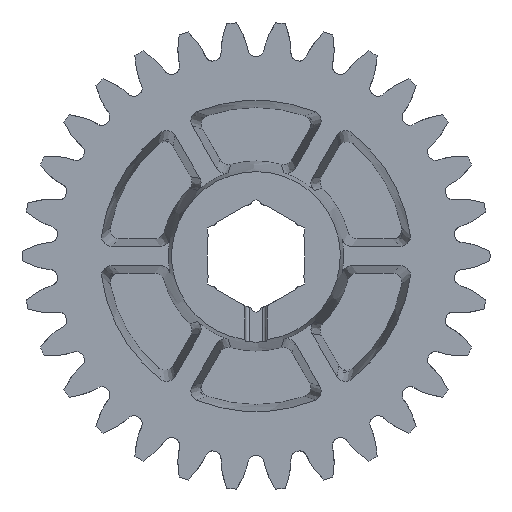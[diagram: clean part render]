
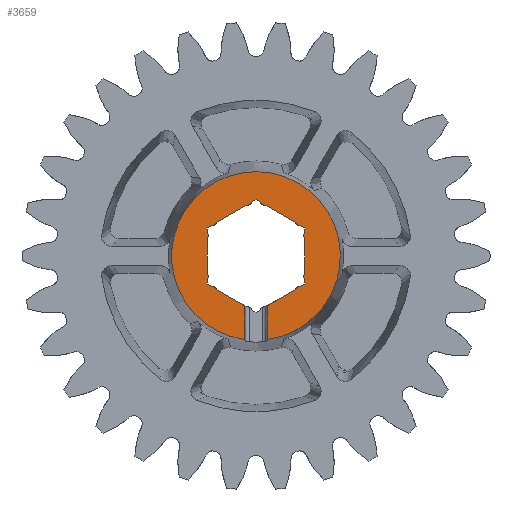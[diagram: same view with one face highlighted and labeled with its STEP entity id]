
A CAD part, front view. The second image highlights one B-rep face of the part: STEP entity #3659.
In plain terms, the highlighted planar face has unit normal (0, -1, 0).
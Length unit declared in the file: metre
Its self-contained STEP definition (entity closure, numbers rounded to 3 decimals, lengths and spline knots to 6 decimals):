
#339=CIRCLE('',#3828,0.000232);
#341=CIRCLE('',#3831,0.000232);
#371=CIRCLE('',#3886,0.000232);
#373=CIRCLE('',#3889,0.000232);
#375=CIRCLE('',#3892,0.000232);
#377=CIRCLE('',#3895,0.000232);
#379=CIRCLE('',#3898,0.000232);
#381=CIRCLE('',#3901,0.000232);
#382=CIRCLE('',#3903,0.000232);
#383=CIRCLE('',#3904,0.000232);
#384=CIRCLE('',#3905,0.004325);
#839=ORIENTED_EDGE('',*,*,#1761,.T.);
#840=ORIENTED_EDGE('',*,*,#1769,.F.);
#841=ORIENTED_EDGE('',*,*,#1778,.T.);
#842=ORIENTED_EDGE('',*,*,#1807,.T.);
#843=ORIENTED_EDGE('',*,*,#1959,.F.);
#844=ORIENTED_EDGE('',*,*,#1960,.T.);
#845=ORIENTED_EDGE('',*,*,#1961,.F.);
#846=ORIENTED_EDGE('',*,*,#1815,.F.);
#847=ORIENTED_EDGE('',*,*,#1800,.T.);
#848=ORIENTED_EDGE('',*,*,#1955,.F.);
#849=ORIENTED_EDGE('',*,*,#1962,.T.);
#850=ORIENTED_EDGE('',*,*,#1958,.F.);
#851=ORIENTED_EDGE('',*,*,#1805,.T.);
#852=ORIENTED_EDGE('',*,*,#1793,.T.);
#853=ORIENTED_EDGE('',*,*,#1949,.F.);
#854=ORIENTED_EDGE('',*,*,#1963,.T.);
#855=ORIENTED_EDGE('',*,*,#1952,.F.);
#856=ORIENTED_EDGE('',*,*,#1798,.T.);
#857=ORIENTED_EDGE('',*,*,#1786,.T.);
#858=ORIENTED_EDGE('',*,*,#1943,.F.);
#859=ORIENTED_EDGE('',*,*,#1964,.T.);
#860=ORIENTED_EDGE('',*,*,#1946,.F.);
#861=ORIENTED_EDGE('',*,*,#1791,.T.);
#862=ORIENTED_EDGE('',*,*,#1773,.T.);
#863=ORIENTED_EDGE('',*,*,#1766,.F.);
#864=ORIENTED_EDGE('',*,*,#1752,.T.);
#865=ORIENTED_EDGE('',*,*,#1811,.F.);
#866=ORIENTED_EDGE('',*,*,#1965,.F.);
#867=ORIENTED_EDGE('',*,*,#1812,.F.);
#1752=EDGE_CURVE('',#2343,#2342,#2733,.T.);
#1761=EDGE_CURVE('',#2351,#2350,#2740,.T.);
#1766=EDGE_CURVE('',#2343,#2353,#339,.T.);
#1769=EDGE_CURVE('',#2356,#2350,#341,.T.);
#1773=EDGE_CURVE('',#2359,#2353,#2746,.T.);
#1778=EDGE_CURVE('',#2356,#2362,#2751,.T.);
#1786=EDGE_CURVE('',#2367,#2368,#2756,.T.);
#1791=EDGE_CURVE('',#2372,#2359,#2761,.T.);
#1793=EDGE_CURVE('',#2373,#2374,#2763,.T.);
#1798=EDGE_CURVE('',#2378,#2367,#2768,.T.);
#1800=EDGE_CURVE('',#2379,#2380,#2770,.T.);
#1805=EDGE_CURVE('',#2384,#2373,#2775,.T.);
#1807=EDGE_CURVE('',#2362,#2385,#2777,.T.);
#1811=EDGE_CURVE('',#2387,#2342,#2780,.T.);
#1812=EDGE_CURVE('',#2351,#2388,#2781,.T.);
#1815=EDGE_CURVE('',#2379,#2390,#2783,.T.);
#1943=EDGE_CURVE('',#2490,#2368,#371,.T.);
#1946=EDGE_CURVE('',#2372,#2491,#373,.T.);
#1949=EDGE_CURVE('',#2494,#2374,#375,.T.);
#1952=EDGE_CURVE('',#2378,#2495,#377,.T.);
#1955=EDGE_CURVE('',#2498,#2380,#379,.T.);
#1958=EDGE_CURVE('',#2384,#2499,#381,.T.);
#1959=EDGE_CURVE('',#2501,#2385,#382,.T.);
#1960=EDGE_CURVE('',#2501,#2502,#2805,.T.);
#1961=EDGE_CURVE('',#2390,#2502,#383,.T.);
#1962=EDGE_CURVE('',#2498,#2499,#2806,.T.);
#1963=EDGE_CURVE('',#2494,#2495,#2807,.T.);
#1964=EDGE_CURVE('',#2490,#2491,#2808,.T.);
#1965=EDGE_CURVE('',#2388,#2387,#384,.T.);
#2342=VERTEX_POINT('',#4968);
#2343=VERTEX_POINT('',#4970);
#2350=VERTEX_POINT('',#4986);
#2351=VERTEX_POINT('',#4988);
#2353=VERTEX_POINT('',#4994);
#2356=VERTEX_POINT('',#5002);
#2359=VERTEX_POINT('',#5012);
#2362=VERTEX_POINT('',#5020);
#2367=VERTEX_POINT('',#5044);
#2368=VERTEX_POINT('',#5045);
#2372=VERTEX_POINT('',#5055);
#2373=VERTEX_POINT('',#5059);
#2374=VERTEX_POINT('',#5060);
#2378=VERTEX_POINT('',#5070);
#2379=VERTEX_POINT('',#5074);
#2380=VERTEX_POINT('',#5075);
#2384=VERTEX_POINT('',#5085);
#2385=VERTEX_POINT('',#5089);
#2387=VERTEX_POINT('',#5095);
#2388=VERTEX_POINT('',#5099);
#2390=VERTEX_POINT('',#5105);
#2490=VERTEX_POINT('',#6427);
#2491=VERTEX_POINT('',#6431);
#2494=VERTEX_POINT('',#6439);
#2495=VERTEX_POINT('',#6443);
#2498=VERTEX_POINT('',#6451);
#2499=VERTEX_POINT('',#6455);
#2501=VERTEX_POINT('',#6461);
#2502=VERTEX_POINT('',#6463);
#2733=LINE('',#4969,#2932);
#2740=LINE('',#4987,#2939);
#2746=LINE('',#5011,#2945);
#2751=LINE('',#5021,#2950);
#2756=LINE('',#5043,#2955);
#2761=LINE('',#5054,#2960);
#2763=LINE('',#5058,#2962);
#2768=LINE('',#5069,#2967);
#2770=LINE('',#5073,#2969);
#2775=LINE('',#5084,#2974);
#2777=LINE('',#5088,#2976);
#2780=LINE('',#5096,#2979);
#2781=LINE('',#5098,#2980);
#2783=LINE('',#5104,#2982);
#2805=LINE('',#6462,#3004);
#2806=LINE('',#6465,#3005);
#2807=LINE('',#6466,#3006);
#2808=LINE('',#6467,#3007);
#2932=VECTOR('',#4145,1.);
#2939=VECTOR('',#4158,1.);
#2945=VECTOR('',#4184,1.);
#2950=VECTOR('',#4191,1.);
#2955=VECTOR('',#4206,1.);
#2960=VECTOR('',#4213,1.);
#2962=VECTOR('',#4217,1.);
#2967=VECTOR('',#4224,1.);
#2969=VECTOR('',#4228,1.);
#2974=VECTOR('',#4235,1.);
#2976=VECTOR('',#4239,1.);
#2979=VECTOR('',#4246,1.);
#2980=VECTOR('',#4249,1.);
#2982=VECTOR('',#4255,1.);
#3004=VECTOR('',#4381,1.);
#3005=VECTOR('',#4384,1.);
#3006=VECTOR('',#4385,1.);
#3007=VECTOR('',#4386,1.);
#3183=EDGE_LOOP('',(#839,#840,#841,#842,#843,#844,#845,#846,#847,#848,#849,
#850,#851,#852,#853,#854,#855,#856,#857,#858,#859,#860,#861,#862,#863,#864,
#865,#866,#867));
#3389=FACE_BOUND('',#3183,.T.);
#3557=PLANE('',#3902);
#3659=ADVANCED_FACE('',(#3389),#3557,.F.);
#3828=AXIS2_PLACEMENT_3D('',#4997,#4167,#4168);
#3831=AXIS2_PLACEMENT_3D('',#5003,#4174,#4175);
#3886=AXIS2_PLACEMENT_3D('',#6428,#4340,#4341);
#3889=AXIS2_PLACEMENT_3D('',#6434,#4347,#4348);
#3892=AXIS2_PLACEMENT_3D('',#6440,#4354,#4355);
#3895=AXIS2_PLACEMENT_3D('',#6446,#4361,#4362);
#3898=AXIS2_PLACEMENT_3D('',#6452,#4368,#4369);
#3901=AXIS2_PLACEMENT_3D('',#6458,#4375,#4376);
#3902=AXIS2_PLACEMENT_3D('',#6459,#4377,#4378);
#3903=AXIS2_PLACEMENT_3D('',#6460,#4379,#4380);
#3904=AXIS2_PLACEMENT_3D('',#6464,#4382,#4383);
#3905=AXIS2_PLACEMENT_3D('',#6468,#4387,#4388);
#4145=DIRECTION('',(-0.866,0.,-0.5));
#4158=DIRECTION('',(-0.866,0.,0.5));
#4167=DIRECTION('',(0.,1.,0.));
#4168=DIRECTION('',(1.,0.,0.));
#4174=DIRECTION('',(0.,1.,0.));
#4175=DIRECTION('',(1.,0.,0.));
#4184=DIRECTION('',(-0.866,0.,-0.5));
#4191=DIRECTION('',(-0.866,0.,0.5));
#4206=DIRECTION('',(0.,0.,-1.));
#4213=DIRECTION('',(0.,0.,-1.));
#4217=DIRECTION('',(0.866,0.,-0.5));
#4224=DIRECTION('',(0.866,0.,-0.5));
#4228=DIRECTION('',(0.866,0.,0.5));
#4235=DIRECTION('',(0.866,0.,0.5));
#4239=DIRECTION('',(0.,0.,1.));
#4246=DIRECTION('',(0.,0.,1.));
#4249=DIRECTION('',(0.,0.,-1.));
#4255=DIRECTION('',(0.,0.,-1.));
#4340=DIRECTION('',(0.,1.,0.));
#4341=DIRECTION('',(1.,0.,0.));
#4347=DIRECTION('',(0.,1.,0.));
#4348=DIRECTION('',(1.,0.,0.));
#4354=DIRECTION('',(0.,1.,0.));
#4355=DIRECTION('',(1.,0.,0.));
#4361=DIRECTION('',(0.,1.,0.));
#4362=DIRECTION('',(1.,0.,0.));
#4368=DIRECTION('',(0.,1.,0.));
#4369=DIRECTION('',(1.,0.,0.));
#4375=DIRECTION('',(0.,1.,0.));
#4376=DIRECTION('',(1.,0.,0.));
#4377=DIRECTION('',(0.,1.,0.));
#4378=DIRECTION('',(1.,0.,0.));
#4379=DIRECTION('',(0.,1.,0.));
#4380=DIRECTION('',(1.,0.,0.));
#4381=DIRECTION('',(0.,0.,1.));
#4382=DIRECTION('',(0.,1.,0.));
#4383=DIRECTION('',(1.,0.,0.));
#4384=DIRECTION('',(0.866,0.,0.5));
#4385=DIRECTION('',(0.866,0.,-0.5));
#4386=DIRECTION('',(0.,0.,-1.));
#4387=DIRECTION('',(0.,1.,0.));
#4388=DIRECTION('',(1.,0.,0.));
#4968=CARTESIAN_POINT('',(0.000587,-0.0075,-0.002548));
#4969=CARTESIAN_POINT('',(0.,-0.0075,-0.002887));
#4970=CARTESIAN_POINT('',(0.002024,-0.0075,-0.001718));
#4986=CARTESIAN_POINT('',(-0.002024,-0.0075,-0.001718));
#4987=CARTESIAN_POINT('',(-0.0025,-0.0075,-0.001443));
#4988=CARTESIAN_POINT('',(-0.000587,-0.0075,-0.002548));
#4994=CARTESIAN_POINT('',(0.002283,-0.0075,-0.001568));
#4997=CARTESIAN_POINT('',(0.002242,-0.0075,-0.001797));
#5002=CARTESIAN_POINT('',(-0.002283,-0.0075,-0.001568));
#5003=CARTESIAN_POINT('',(-0.002242,-0.0075,-0.001797));
#5011=CARTESIAN_POINT('',(0.,-0.0075,-0.002887));
#5012=CARTESIAN_POINT('',(0.0025,-0.0075,-0.001443));
#5020=CARTESIAN_POINT('',(-0.0025,-0.0075,-0.001443));
#5021=CARTESIAN_POINT('',(-0.0025,-0.0075,-0.001443));
#5043=CARTESIAN_POINT('',(0.0025,-0.0075,-0.001443));
#5044=CARTESIAN_POINT('',(0.0025,-0.0075,0.001443));
#5045=CARTESIAN_POINT('',(0.0025,-0.0075,0.001193));
#5054=CARTESIAN_POINT('',(0.0025,-0.0075,-0.001443));
#5055=CARTESIAN_POINT('',(0.0025,-0.0075,-0.001193));
#5058=CARTESIAN_POINT('',(0.0025,-0.0075,0.001443));
#5059=CARTESIAN_POINT('',(0.,-0.0075,0.002887));
#5060=CARTESIAN_POINT('',(0.000217,-0.0075,0.002762));
#5069=CARTESIAN_POINT('',(0.0025,-0.0075,0.001443));
#5070=CARTESIAN_POINT('',(0.002283,-0.0075,0.001568));
#5073=CARTESIAN_POINT('',(0.,-0.0075,0.002887));
#5074=CARTESIAN_POINT('',(-0.0025,-0.0075,0.001443));
#5075=CARTESIAN_POINT('',(-0.002283,-0.0075,0.001568));
#5084=CARTESIAN_POINT('',(0.,-0.0075,0.002887));
#5085=CARTESIAN_POINT('',(-0.000217,-0.0075,0.002762));
#5088=CARTESIAN_POINT('',(-0.0025,-0.0075,0.001443));
#5089=CARTESIAN_POINT('',(-0.0025,-0.0075,-0.001193));
#5095=CARTESIAN_POINT('',(0.000587,-0.0075,-0.004285));
#5096=CARTESIAN_POINT('',(0.000587,-0.0075,0.));
#5098=CARTESIAN_POINT('',(-0.000587,-0.0075,0.));
#5099=CARTESIAN_POINT('',(-0.000587,-0.0075,-0.004285));
#5104=CARTESIAN_POINT('',(-0.0025,-0.0075,0.));
#5105=CARTESIAN_POINT('',(-0.0025,-0.0075,0.001193));
#6427=CARTESIAN_POINT('',(0.0025,-0.0075,0.000893));
#6428=CARTESIAN_POINT('',(0.002677,-0.0075,0.001043));
#6431=CARTESIAN_POINT('',(0.0025,-0.0075,-0.000893));
#6434=CARTESIAN_POINT('',(0.002677,-0.0075,-0.001043));
#6439=CARTESIAN_POINT('',(0.000476,-0.0075,0.002612));
#6440=CARTESIAN_POINT('',(0.000435,-0.0075,0.00284));
#6443=CARTESIAN_POINT('',(0.002024,-0.0075,0.001718));
#6446=CARTESIAN_POINT('',(0.002242,-0.0075,0.001797));
#6451=CARTESIAN_POINT('',(-0.002024,-0.0075,0.001718));
#6452=CARTESIAN_POINT('',(-0.002242,-0.0075,0.001797));
#6455=CARTESIAN_POINT('',(-0.000476,-0.0075,0.002612));
#6458=CARTESIAN_POINT('',(-0.000435,-0.0075,0.00284));
#6459=CARTESIAN_POINT('',(0.,-0.0075,0.));
#6460=CARTESIAN_POINT('',(-0.002677,-0.0075,-0.001043));
#6461=CARTESIAN_POINT('',(-0.0025,-0.0075,-0.000893));
#6462=CARTESIAN_POINT('',(-0.0025,-0.0075,0.001443));
#6463=CARTESIAN_POINT('',(-0.0025,-0.0075,0.000893));
#6464=CARTESIAN_POINT('',(-0.002677,-0.0075,0.001043));
#6465=CARTESIAN_POINT('',(0.,-0.0075,0.002887));
#6466=CARTESIAN_POINT('',(0.0025,-0.0075,0.001443));
#6467=CARTESIAN_POINT('',(0.0025,-0.0075,-0.001443));
#6468=CARTESIAN_POINT('',(0.,-0.0075,0.));
